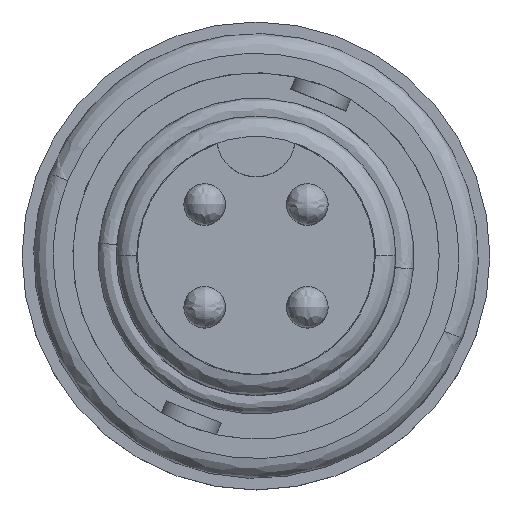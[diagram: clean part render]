
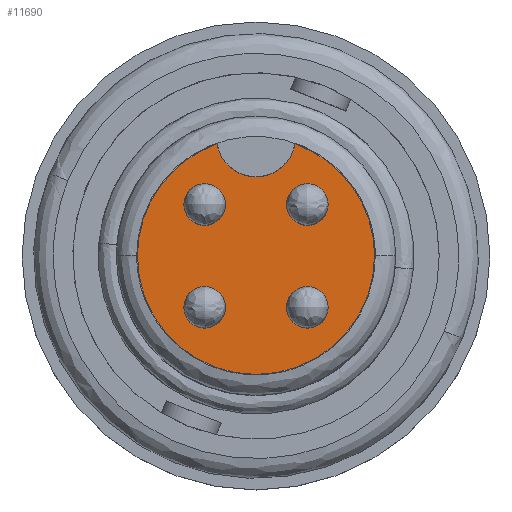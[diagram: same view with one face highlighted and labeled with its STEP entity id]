
A CAD part, top view. The second image highlights one B-rep face of the part: STEP entity #11690.
In plain terms, the highlighted planar face has unit normal (0, 0, 1).
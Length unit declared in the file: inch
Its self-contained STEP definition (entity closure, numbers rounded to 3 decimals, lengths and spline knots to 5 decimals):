
#198 = CARTESIAN_POINT ( 'NONE',  ( -0.0465, -0.078, 0.06574 ) ) ;
#382 = AXIS2_PLACEMENT_3D ( 'NONE', #1101, #1099, #1083 ) ;
#421 = CIRCLE ( 'NONE', #382, 0.0315 ) ;
#813 = EDGE_CURVE ( 'NONE', #9275, #2704, #11798, .T. ) ;
#1083 = DIRECTION ( 'NONE',  ( 1., 0., 0. ) ) ;
#1099 = DIRECTION ( 'NONE',  ( 0., 0., -1. ) ) ;
#1101 = CARTESIAN_POINT ( 'NONE',  ( -0.078, -0.078, 0.06574 ) ) ;
#1266 = VERTEX_POINT ( 'NONE', #10176 ) ;
#1303 = ORIENTED_EDGE ( 'NONE', *, *, #9878, .T. ) ;
#1602 = ORIENTED_EDGE ( 'NONE', *, *, #10891, .T. ) ;
#1650 = DIRECTION ( 'NONE',  ( -1., 0., 0. ) ) ;
#1706 = DIRECTION ( 'NONE',  ( 0., 0., 1. ) ) ;
#1801 = CARTESIAN_POINT ( 'NONE',  ( 0., 0.18, 0.06575 ) ) ;
#1938 = DIRECTION ( 'NONE',  ( 1., 0., 0. ) ) ;
#1966 = CARTESIAN_POINT ( 'NONE',  ( 0., 0.09, 0.06574 ) ) ;
#1980 = PLANE ( 'NONE',  #7063 ) ;
#2067 = VERTEX_POINT ( 'NONE', #2484 ) ;
#2148 = DIRECTION ( 'NONE',  ( 0., 0., 1. ) ) ;
#2281 = VERTEX_POINT ( 'NONE', #12827 ) ;
#2308 = CIRCLE ( 'NONE', #4435, 0.18 ) ;
#2484 = CARTESIAN_POINT ( 'NONE',  ( 0.1095, 0.078, 0.06574 ) ) ;
#2672 = AXIS2_PLACEMENT_3D ( 'NONE', #1801, #1706, #1650 ) ;
#2704 = VERTEX_POINT ( 'NONE', #9141 ) ;
#2908 = CIRCLE ( 'NONE', #3992, 0.0315 ) ;
#3297 = AXIS2_PLACEMENT_3D ( 'NONE', #8379, #8364, #8361 ) ;
#3404 = CIRCLE ( 'NONE', #4916, 0.0315 ) ;
#3992 = AXIS2_PLACEMENT_3D ( 'NONE', #13949, #13943, #13931 ) ;
#4086 = EDGE_LOOP ( 'NONE', ( #1602, #6507 ) ) ;
#4435 = AXIS2_PLACEMENT_3D ( 'NONE', #14524, #14521, #14507 ) ;
#4517 = EDGE_LOOP ( 'NONE', ( #11447, #6091 ) ) ;
#4721 = CIRCLE ( 'NONE', #7933, 0.0315 ) ;
#4916 = AXIS2_PLACEMENT_3D ( 'NONE', #8414, #8351, #7743 ) ;
#4949 = EDGE_CURVE ( 'NONE', #2281, #5946, #7942, .T. ) ;
#4982 = ORIENTED_EDGE ( 'NONE', *, *, #10561, .T. ) ;
#4994 = ORIENTED_EDGE ( 'NONE', *, *, #5491, .T. ) ;
#5046 = VERTEX_POINT ( 'NONE', #198 ) ;
#5133 = AXIS2_PLACEMENT_3D ( 'NONE', #15852, #15836, #15818 ) ;
#5304 = VERTEX_POINT ( 'NONE', #11683 ) ;
#5382 = VERTEX_POINT ( 'NONE', #9274 ) ;
#5491 = EDGE_CURVE ( 'NONE', #9319, #1266, #9838, .T. ) ;
#5583 = DIRECTION ( 'NONE',  ( 1., 0., 0. ) ) ;
#5630 = DIRECTION ( 'NONE',  ( 0., 0., -1. ) ) ;
#5690 = CARTESIAN_POINT ( 'NONE',  ( -0.078, 0.078, 0.06574 ) ) ;
#5946 = VERTEX_POINT ( 'NONE', #8523 ) ;
#6008 = DIRECTION ( 'NONE',  ( 1., 0., 0. ) ) ;
#6020 = DIRECTION ( 'NONE',  ( 0., 0., -1. ) ) ;
#6023 = CARTESIAN_POINT ( 'NONE',  ( 0.078, 0.078, 0.06574 ) ) ;
#6091 = ORIENTED_EDGE ( 'NONE', *, *, #10125, .T. ) ;
#6507 = ORIENTED_EDGE ( 'NONE', *, *, #8727, .T. ) ;
#6975 = EDGE_CURVE ( 'NONE', #1266, #9319, #14793, .T. ) ;
#7063 = AXIS2_PLACEMENT_3D ( 'NONE', #1966, #2148, #1938 ) ;
#7081 = VERTEX_POINT ( 'NONE', #12981 ) ;
#7279 = AXIS2_PLACEMENT_3D ( 'NONE', #13827, #13804, #13761 ) ;
#7578 = AXIS2_PLACEMENT_3D ( 'NONE', #5690, #5630, #5583 ) ;
#7620 = CIRCLE ( 'NONE', #7279, 0.0315 ) ;
#7743 = DIRECTION ( 'NONE',  ( 1., 0., 0. ) ) ;
#7933 = AXIS2_PLACEMENT_3D ( 'NONE', #11239, #11223, #11202 ) ;
#7942 = CIRCLE ( 'NONE', #2672, 0.06 ) ;
#7956 = EDGE_CURVE ( 'NONE', #5046, #8732, #3404, .T. ) ;
#8046 = ORIENTED_EDGE ( 'NONE', *, *, #10325, .T. ) ;
#8280 = AXIS2_PLACEMENT_3D ( 'NONE', #6023, #6020, #6008 ) ;
#8290 = EDGE_LOOP ( 'NONE', ( #14980, #4994 ) ) ;
#8351 = DIRECTION ( 'NONE',  ( 0., 0., -1. ) ) ;
#8361 = DIRECTION ( 'NONE',  ( 1., 0., 0. ) ) ;
#8364 = DIRECTION ( 'NONE',  ( 0., 0., 1. ) ) ;
#8379 = CARTESIAN_POINT ( 'NONE',  ( 0., 0., 0.06574 ) ) ;
#8414 = CARTESIAN_POINT ( 'NONE',  ( -0.078, -0.078, 0.06574 ) ) ;
#8523 = CARTESIAN_POINT ( 'NONE',  ( 0.05916, 0.17, 0.06574 ) ) ;
#8628 = ORIENTED_EDGE ( 'NONE', *, *, #813, .T. ) ;
#8727 = EDGE_CURVE ( 'NONE', #7081, #5304, #7620, .T. ) ;
#8732 = VERTEX_POINT ( 'NONE', #14168 ) ;
#9141 = CARTESIAN_POINT ( 'NONE',  ( 0.18, 0., 0.06574 ) ) ;
#9274 = CARTESIAN_POINT ( 'NONE',  ( 0.0465, 0.078, 0.06574 ) ) ;
#9275 = VERTEX_POINT ( 'NONE', #16078 ) ;
#9319 = VERTEX_POINT ( 'NONE', #12382 ) ;
#9552 = ORIENTED_EDGE ( 'NONE', *, *, #4949, .F. ) ;
#9838 = CIRCLE ( 'NONE', #7578, 0.0315 ) ;
#9878 = EDGE_CURVE ( 'NONE', #2704, #5946, #14784, .T. ) ;
#10035 = FACE_BOUND ( 'NONE', #11141, .T. ) ;
#10125 = EDGE_CURVE ( 'NONE', #5382, #2067, #16171, .T. ) ;
#10176 = CARTESIAN_POINT ( 'NONE',  ( -0.0465, 0.078, 0.06574 ) ) ;
#10216 = FACE_BOUND ( 'NONE', #4086, .T. ) ;
#10228 = FACE_BOUND ( 'NONE', #4517, .T. ) ;
#10231 = FACE_OUTER_BOUND ( 'NONE', #15053, .T. ) ;
#10325 = EDGE_CURVE ( 'NONE', #8732, #5046, #421, .T. ) ;
#10399 = FACE_BOUND ( 'NONE', #8290, .T. ) ;
#10561 = EDGE_CURVE ( 'NONE', #2281, #9275, #2308, .T. ) ;
#10612 = EDGE_CURVE ( 'NONE', #2067, #5382, #2908, .T. ) ;
#10891 = EDGE_CURVE ( 'NONE', #5304, #7081, #4721, .T. ) ;
#11141 = EDGE_LOOP ( 'NONE', ( #12281, #8046 ) ) ;
#11202 = DIRECTION ( 'NONE',  ( 1., 0., 0. ) ) ;
#11223 = DIRECTION ( 'NONE',  ( 0., 0., -1. ) ) ;
#11239 = CARTESIAN_POINT ( 'NONE',  ( 0.078, -0.078, 0.06574 ) ) ;
#11447 = ORIENTED_EDGE ( 'NONE', *, *, #10612, .T. ) ;
#11683 = CARTESIAN_POINT ( 'NONE',  ( 0.1095, -0.078, 0.06574 ) ) ;
#11690 = ADVANCED_FACE ( 'NONE', ( #10035, #10216, #10231, #10228, #10399 ), #1980, .T. ) ;
#11798 = CIRCLE ( 'NONE', #5133, 0.18 ) ;
#12281 = ORIENTED_EDGE ( 'NONE', *, *, #7956, .T. ) ;
#12382 = CARTESIAN_POINT ( 'NONE',  ( -0.1095, 0.078, 0.06574 ) ) ;
#12827 = CARTESIAN_POINT ( 'NONE',  ( -0.05916, 0.17, 0.06574 ) ) ;
#12981 = CARTESIAN_POINT ( 'NONE',  ( 0.0465, -0.078, 0.06574 ) ) ;
#13189 = AXIS2_PLACEMENT_3D ( 'NONE', #15496, #15412, #15384 ) ;
#13761 = DIRECTION ( 'NONE',  ( 1., 0., 0. ) ) ;
#13804 = DIRECTION ( 'NONE',  ( 0., 0., -1. ) ) ;
#13827 = CARTESIAN_POINT ( 'NONE',  ( 0.078, -0.078, 0.06574 ) ) ;
#13931 = DIRECTION ( 'NONE',  ( 1., 0., 0. ) ) ;
#13943 = DIRECTION ( 'NONE',  ( 0., 0., -1. ) ) ;
#13949 = CARTESIAN_POINT ( 'NONE',  ( 0.078, 0.078, 0.06574 ) ) ;
#14168 = CARTESIAN_POINT ( 'NONE',  ( -0.1095, -0.078, 0.06574 ) ) ;
#14507 = DIRECTION ( 'NONE',  ( 1., 0., 0. ) ) ;
#14521 = DIRECTION ( 'NONE',  ( 0., 0., 1. ) ) ;
#14524 = CARTESIAN_POINT ( 'NONE',  ( 0., 0., 0.06574 ) ) ;
#14784 = CIRCLE ( 'NONE', #3297, 0.18 ) ;
#14793 = CIRCLE ( 'NONE', #13189, 0.0315 ) ;
#14980 = ORIENTED_EDGE ( 'NONE', *, *, #6975, .T. ) ;
#15053 = EDGE_LOOP ( 'NONE', ( #4982, #8628, #1303, #9552 ) ) ;
#15384 = DIRECTION ( 'NONE',  ( 1., 0., 0. ) ) ;
#15412 = DIRECTION ( 'NONE',  ( 0., 0., -1. ) ) ;
#15496 = CARTESIAN_POINT ( 'NONE',  ( -0.078, 0.078, 0.06574 ) ) ;
#15818 = DIRECTION ( 'NONE',  ( 1., 0., 0. ) ) ;
#15836 = DIRECTION ( 'NONE',  ( 0., 0., 1. ) ) ;
#15852 = CARTESIAN_POINT ( 'NONE',  ( 0., 0., 0.06574 ) ) ;
#16078 = CARTESIAN_POINT ( 'NONE',  ( -0.18, 0., 0.06574 ) ) ;
#16171 = CIRCLE ( 'NONE', #8280, 0.0315 ) ;
